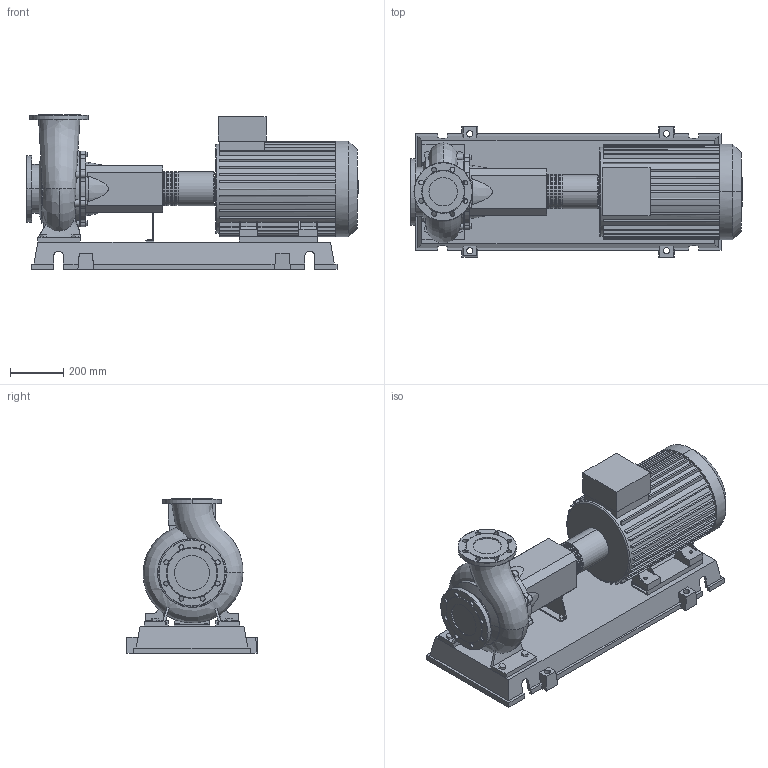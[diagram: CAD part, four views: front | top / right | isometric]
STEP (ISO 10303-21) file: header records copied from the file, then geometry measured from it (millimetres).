
FILE_DESCRIPTION((''),'2;1');
FILE_NAME('3d_NL100_160-22-2-05-4109312.stp','2015-03-03T07:54:09',(''),(''),'Mechanical Desktop 2009','Mechanical Desktop 2009',', , ');
FILE_SCHEMA(('CONFIG_CONTROL_DESIGN'));
Length unit declared in the file: millimetre
Products named in the file (1): Product
Bounding box: 1249 x 490 x 583 mm (x, y, z)
Volume: 92507760 mm3; surface area: 4292727.1 mm2
Topology: 13 solids, 13 shells, 864 faces, 2327 edges, 1531 vertices
Faces by surface type: plane 441, cylinder 233, bspline 162, cone 14, torus 14
Entity records: 31779 total; most frequent: CARTESIAN_POINT 9894, ORIENTED_EDGE 4656, DIRECTION 4377, EDGE_CURVE 2328, VERTEX_POINT 1530, VECTOR 1467, LINE 1467, AXIS2_PLACEMENT_3D 1455
